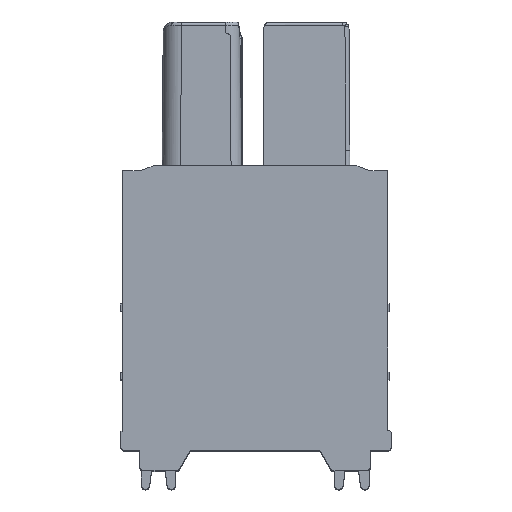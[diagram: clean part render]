
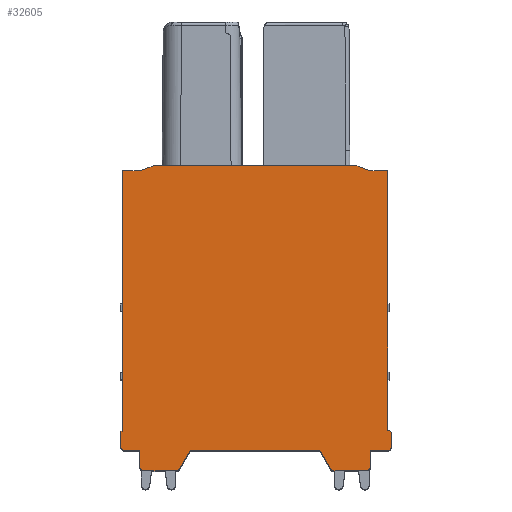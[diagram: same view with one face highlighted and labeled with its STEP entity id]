
A CAD part, top view. The second image highlights one B-rep face of the part: STEP entity #32605.
In plain terms, the highlighted planar face has unit normal (0, 0, 1).
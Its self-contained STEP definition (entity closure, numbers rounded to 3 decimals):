
#81=DIRECTION('',(0.,1.,0.));
#82=VECTOR('',#81,12.749);
#83=CARTESIAN_POINT('',(13.02,1.001,9.15));
#84=LINE('',#83,#82);
#1441=DIRECTION('',(0.,1.,0.));
#1442=VECTOR('',#1441,0.597);
#1443=CARTESIAN_POINT('',(13.21,0.2,9.15));
#1444=LINE('',#1443,#1442);
#1453=DIRECTION('',(1.,0.,0.));
#1454=VECTOR('',#1453,0.84);
#1455=CARTESIAN_POINT('',(12.17,0.,9.15));
#1456=LINE('',#1455,#1454);
#1693=DIRECTION('',(1.,0.,0.));
#1694=VECTOR('',#1693,6.365);
#1695=CARTESIAN_POINT('',(3.327,0.,
9.15));
#1696=LINE('',#1695,#1694);
#4769=DIRECTION('',(0.,-1.,0.));
#4770=VECTOR('',#4769,12.789);
#4771=CARTESIAN_POINT('',(0.,13.75,9.15));
#4772=LINE('',#4771,#4770);
#6037=DIRECTION('',(-1.,0.,0.));
#6038=VECTOR('',#6037,0.873);
#6039=CARTESIAN_POINT('',(0.873,13.75,9.15));
#6040=LINE('',#6039,#6038);
#6907=DIRECTION('',(-1.,0.,0.));
#6908=VECTOR('',#6907,0.873);
#6909=CARTESIAN_POINT('',(13.02,13.75,9.15));
#6910=LINE('',#6909,#6908);
#7070=CARTESIAN_POINT('',(0.11,0.2,9.15));
#7071=DIRECTION('',(0.,0.,1.));
#7072=DIRECTION('',(-1.,0.,0.));
#7073=AXIS2_PLACEMENT_3D('',#7070,#7071,#7072);
#7075=DIRECTION('',(0.,1.,0.));
#7076=VECTOR('',#7075,0.737);
#7077=CARTESIAN_POINT('',(-0.09,0.2,9.15));
#7078=LINE('',#7077,#7076);
#7079=DIRECTION('',(0.966,0.259,0.));
#7080=VECTOR('',#7079,0.093);
#7081=CARTESIAN_POINT('',(-0.09,0.937,9.15));
#7082=LINE('',#7081,#7080);
#7083=DIRECTION('',(0.94,0.342,0.));
#7084=VECTOR('',#7083,0.731);
#7085=CARTESIAN_POINT('',(0.873,13.75,9.15));
#7086=LINE('',#7085,#7084);
#7087=DIRECTION('',(1.,0.,0.));
#7088=VECTOR('',#7087,9.9);
#7089=CARTESIAN_POINT('',(1.56,14.,9.15));
#7090=LINE('',#7089,#7088);
#7091=DIRECTION('',(0.94,-0.342,0.));
#7092=VECTOR('',#7091,0.731);
#7093=CARTESIAN_POINT('',(11.46,14.,9.15));
#7094=LINE('',#7093,#7092);
#7095=DIRECTION('',(0.966,-0.259,0.));
#7096=VECTOR('',#7095,0.043);
#7097=CARTESIAN_POINT('',(13.02,1.001,9.15));
#7098=LINE('',#7097,#7096);
#7099=CARTESIAN_POINT('',(13.01,0.797,9.15));
#7100=DIRECTION('',(0.,0.,-1.));
#7101=DIRECTION('',(0.259,0.966,0.));
#7102=AXIS2_PLACEMENT_3D('',#7099,#7100,#7101);
#7104=CARTESIAN_POINT('',(13.01,0.2,9.15));
#7105=DIRECTION('',(0.,0.,-1.));
#7106=DIRECTION('',(1.,0.,0.));
#7107=AXIS2_PLACEMENT_3D('',#7104,#7105,#7106);
#7109=DIRECTION('',(0.,-1.,0.));
#7110=VECTOR('',#7109,0.8);
#7111=CARTESIAN_POINT('',(12.17,0.,9.15));
#7112=LINE('',#7111,#7110);
#7113=CARTESIAN_POINT('',(11.97,-0.8,9.15));
#7114=DIRECTION('',(0.,0.,-1.));
#7115=DIRECTION('',(1.,0.,0.));
#7116=AXIS2_PLACEMENT_3D('',#7113,#7114,#7115);
#7118=DIRECTION('',(-1.,0.,0.));
#7119=VECTOR('',#7118,1.585);
#7120=CARTESIAN_POINT('',(11.97,-1.,9.15));
#7121=LINE('',#7120,#7119);
#7122=CARTESIAN_POINT('',(10.385,-0.8,9.15));
#7123=DIRECTION('',(0.,0.,-1.));
#7124=DIRECTION('',(0.,-1.,0.));
#7125=AXIS2_PLACEMENT_3D('',#7122,#7123,#7124);
#7127=DIRECTION('',(-0.5,0.866,0.));
#7128=VECTOR('',#7127,1.039);
#7129=CARTESIAN_POINT('',(10.212,-0.9,
9.15));
#7130=LINE('',#7129,#7128);
#7131=DIRECTION('',(-0.5,-0.866,0.));
#7132=VECTOR('',#7131,1.039);
#7133=CARTESIAN_POINT('',(3.327,0.,
9.15));
#7134=LINE('',#7133,#7132);
#7135=CARTESIAN_POINT('',(2.635,-0.8,9.15));
#7136=DIRECTION('',(0.,0.,-1.));
#7137=DIRECTION('',(0.866,-0.5,0.));
#7138=AXIS2_PLACEMENT_3D('',#7135,#7136,#7137);
#7140=DIRECTION('',(-1.,0.,0.));
#7141=VECTOR('',#7140,1.585);
#7142=CARTESIAN_POINT('',(2.635,-1.,9.15));
#7143=LINE('',#7142,#7141);
#7144=CARTESIAN_POINT('',(1.05,-0.8,9.15));
#7145=DIRECTION('',(0.,0.,-1.));
#7146=DIRECTION('',(0.,-1.,0.));
#7147=AXIS2_PLACEMENT_3D('',#7144,#7145,#7146);
#7149=DIRECTION('',(0.,1.,0.));
#7150=VECTOR('',#7149,0.8);
#7151=CARTESIAN_POINT('',(0.85,-0.8,9.15));
#7152=LINE('',#7151,#7150);
#7153=DIRECTION('',(-1.,0.,0.));
#7154=VECTOR('',#7153,0.74);
#7155=CARTESIAN_POINT('',(0.85,0.,9.15));
#7156=LINE('',#7155,#7154);
#19547=CARTESIAN_POINT('',(13.02,1.001,9.15));
#19548=CARTESIAN_POINT('',(13.02,13.75,9.15));
#19549=VERTEX_POINT('',#19547);
#19550=VERTEX_POINT('',#19548);
#19645=CARTESIAN_POINT('',(12.147,13.75,9.15));
#19646=VERTEX_POINT('',#19645);
#19647=CARTESIAN_POINT('',(11.46,14.,9.15));
#19648=VERTEX_POINT('',#19647);
#19649=CARTESIAN_POINT('',(1.56,14.,9.15));
#19650=VERTEX_POINT('',#19649);
#19910=CARTESIAN_POINT('',(0.873,13.75,9.15));
#19911=VERTEX_POINT('',#19910);
#19912=CARTESIAN_POINT('',(0.,13.75,9.15));
#19913=VERTEX_POINT('',#19912);
#19936=CARTESIAN_POINT('',(0.,0.961,9.15));
#19937=VERTEX_POINT('',#19936);
#20011=CARTESIAN_POINT('',(0.85,0.,9.15));
#20013=VERTEX_POINT('',#20011);
#20024=CARTESIAN_POINT('',(3.327,0.,
9.15));
#20025=VERTEX_POINT('',#20024);
#20026=CARTESIAN_POINT('',(9.693,0.,
9.15));
#20027=VERTEX_POINT('',#20026);
#20094=CARTESIAN_POINT('',(12.17,0.,9.15));
#20095=VERTEX_POINT('',#20094);
#20096=CARTESIAN_POINT('',(13.01,0.,9.15));
#20097=VERTEX_POINT('',#20096);
#20098=CARTESIAN_POINT('',(13.21,0.2,9.15));
#20099=VERTEX_POINT('',#20098);
#20100=CARTESIAN_POINT('',(13.21,0.797,9.15));
#20101=VERTEX_POINT('',#20100);
#20102=CARTESIAN_POINT('',(13.062,0.99,
9.15));
#20103=VERTEX_POINT('',#20102);
#20104=CARTESIAN_POINT('',(12.17,-0.8,9.15));
#20105=VERTEX_POINT('',#20104);
#20106=CARTESIAN_POINT('',(11.97,-1.,9.15));
#20107=VERTEX_POINT('',#20106);
#20108=CARTESIAN_POINT('',(10.385,-1.,9.15));
#20109=VERTEX_POINT('',#20108);
#20110=CARTESIAN_POINT('',(10.212,-0.9,
9.15));
#20111=VERTEX_POINT('',#20110);
#20112=CARTESIAN_POINT('',(2.808,-0.9,
9.15));
#20113=VERTEX_POINT('',#20112);
#20114=CARTESIAN_POINT('',(2.635,-1.,9.15));
#20115=VERTEX_POINT('',#20114);
#20116=CARTESIAN_POINT('',(1.05,-1.,9.15));
#20117=VERTEX_POINT('',#20116);
#20118=CARTESIAN_POINT('',(0.85,-0.8,9.15));
#20119=VERTEX_POINT('',#20118);
#20296=CARTESIAN_POINT('',(-0.09,0.937,9.15));
#20297=VERTEX_POINT('',#20296);
#20298=CARTESIAN_POINT('',(-0.09,0.2,9.15));
#20299=CARTESIAN_POINT('',(0.11,0.,9.15));
#20300=VERTEX_POINT('',#20298);
#20301=VERTEX_POINT('',#20299);
#32561=CARTESIAN_POINT('',(0.,0.,9.15));
#32562=DIRECTION('',(0.,0.,1.));
#32563=DIRECTION('',(1.,0.,0.));
#32564=AXIS2_PLACEMENT_3D('',#32561,#32562,#32563);
#32565=PLANE('',#32564);
#32566=ORIENTED_EDGE('',*,*,#29453,.F.);
#32567=ORIENTED_EDGE('',*,*,#29468,.T.);
#32568=ORIENTED_EDGE('',*,*,#29483,.T.);
#32569=ORIENTED_EDGE('',*,*,#29514,.F.);
#32570=ORIENTED_EDGE('',*,*,#31745,.F.);
#32571=ORIENTED_EDGE('',*,*,#31807,.T.);
#32572=ORIENTED_EDGE('',*,*,#31822,.T.);
#32573=ORIENTED_EDGE('',*,*,#32305,.T.);
#32574=ORIENTED_EDGE('',*,*,#32330,.F.);
#32575=ORIENTED_EDGE('',*,*,#23121,.F.);
#32576=ORIENTED_EDGE('',*,*,#25293,.T.);
#32577=ORIENTED_EDGE('',*,*,#25308,.T.);
#32578=ORIENTED_EDGE('',*,*,#25323,.F.);
#32579=ORIENTED_EDGE('',*,*,#25338,.T.);
#32580=ORIENTED_EDGE('',*,*,#25357,.F.);
#32582=ORIENTED_EDGE('',*,*,#32581,.T.);
#32584=ORIENTED_EDGE('',*,*,#32583,.T.);
#32586=ORIENTED_EDGE('',*,*,#32585,.T.);
#32588=ORIENTED_EDGE('',*,*,#32587,.T.);
#32590=ORIENTED_EDGE('',*,*,#32589,.T.);
#32591=ORIENTED_EDGE('',*,*,#25555,.F.);
#32593=ORIENTED_EDGE('',*,*,#32592,.T.);
#32595=ORIENTED_EDGE('',*,*,#32594,.T.);
#32597=ORIENTED_EDGE('',*,*,#32596,.T.);
#32599=ORIENTED_EDGE('',*,*,#32598,.T.);
#32601=ORIENTED_EDGE('',*,*,#32600,.T.);
#32602=ORIENTED_EDGE('',*,*,#29415,.T.);
#32603=EDGE_LOOP('',(#32566,#32567,#32568,#32569,#32570,#32571,#32572,#32573,
#32574,#32575,#32576,#32577,#32578,#32579,#32580,#32582,#32584,#32586,#32588,
#32590,#32591,#32593,#32595,#32597,#32599,#32601,#32602));
#32604=FACE_OUTER_BOUND('',#32603,.F.);
#32605=ADVANCED_FACE('',(#32604),#32565,.T.);
#7074=CIRCLE('',#7073,0.2);
#7103=CIRCLE('',#7102,0.2);
#7108=CIRCLE('',#7107,0.2);
#7117=CIRCLE('',#7116,0.2);
#7126=CIRCLE('',#7125,0.2);
#7139=CIRCLE('',#7138,0.2);
#7148=CIRCLE('',#7147,0.2);
#23121=EDGE_CURVE('',#19549,#19550,#84,.T.);
#25293=EDGE_CURVE('',#19549,#20103,#7098,.T.);
#25308=EDGE_CURVE('',#20103,#20101,#7103,.T.);
#25323=EDGE_CURVE('',#20099,#20101,#1444,.T.);
#25338=EDGE_CURVE('',#20099,#20097,#7108,.T.);
#25357=EDGE_CURVE('',#20095,#20097,#1456,.T.);
#25555=EDGE_CURVE('',#20025,#20027,#1696,.T.);
#29415=EDGE_CURVE('',#20013,#20301,#7156,.T.);
#29453=EDGE_CURVE('',#20300,#20301,#7074,.T.);
#29468=EDGE_CURVE('',#20300,#20297,#7078,.T.);
#29483=EDGE_CURVE('',#20297,#19937,#7082,.T.);
#29514=EDGE_CURVE('',#19913,#19937,#4772,.T.);
#31745=EDGE_CURVE('',#19911,#19913,#6040,.T.);
#31807=EDGE_CURVE('',#19911,#19650,#7086,.T.);
#31822=EDGE_CURVE('',#19650,#19648,#7090,.T.);
#32305=EDGE_CURVE('',#19648,#19646,#7094,.T.);
#32330=EDGE_CURVE('',#19550,#19646,#6910,.T.);
#32581=EDGE_CURVE('',#20095,#20105,#7112,.T.);
#32583=EDGE_CURVE('',#20105,#20107,#7117,.T.);
#32585=EDGE_CURVE('',#20107,#20109,#7121,.T.);
#32587=EDGE_CURVE('',#20109,#20111,#7126,.T.);
#32589=EDGE_CURVE('',#20111,#20027,#7130,.T.);
#32592=EDGE_CURVE('',#20025,#20113,#7134,.T.);
#32594=EDGE_CURVE('',#20113,#20115,#7139,.T.);
#32596=EDGE_CURVE('',#20115,#20117,#7143,.T.);
#32598=EDGE_CURVE('',#20117,#20119,#7148,.T.);
#32600=EDGE_CURVE('',#20119,#20013,#7152,.T.);
